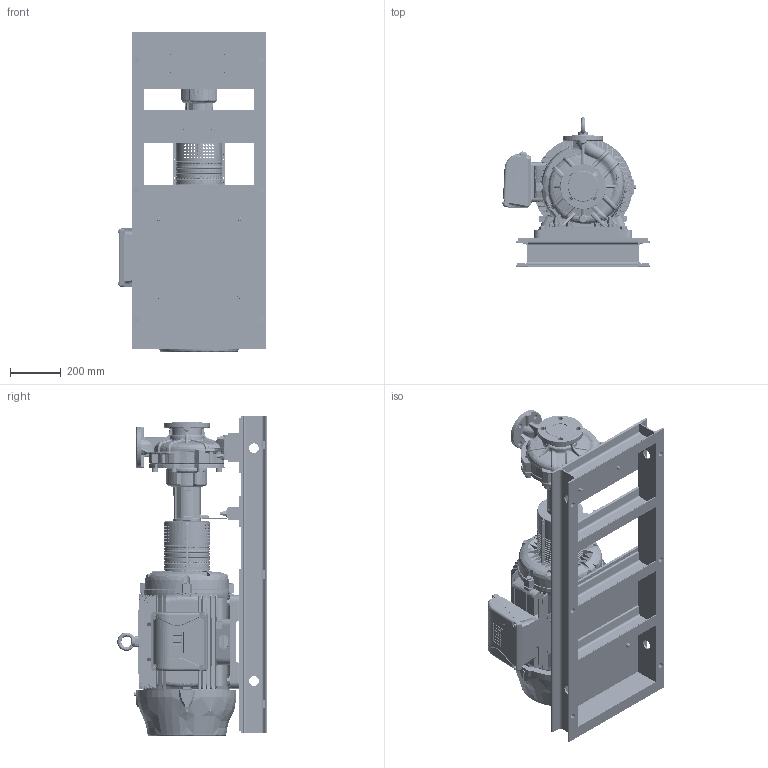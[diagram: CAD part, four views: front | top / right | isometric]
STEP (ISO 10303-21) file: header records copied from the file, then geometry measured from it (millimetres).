
FILE_DESCRIPTION (( 'STEP AP203' ), '1' );
FILE_NAME ('3325547 - NL-HE 2.5x2x8-50-324_6TS-460-2-TEFC.step', '2021-01-06T15:31:18', ( '' ), ( '' ), 'SwSTEP 2.0', 'SolidWorks 2020', '' );
FILE_SCHEMA (( 'CONFIG_CONTROL_DESIGN' ));
Length unit declared in the file: inch
Products named in the file (24): PE PLATE[stp]_P.E PLATE #4; BBRCKT PLATE[stp]_B.B PLATE #4; CONF - STUD - [1_2in-13][stp]_3314196 - 1_2in-13 GR.A HDGLV STD 3.75in 1.3inA .90inB; CONF - STUD - [1_2in-13][stp]_3314197 - 1_2in-13 GR.A HDGLV STD 4.25in 1.3inA .90inB; 3322658 - 1_2in x 1.062in OD ZINC STEEL FLAT WASHER[stp]_91860A033; COUPLING GRD[stp]_3323307 - NL-HE COUPLING GUARD ASSEMBLY SG.25; 10# C CHANNEL[stp]_####### - 10# x 49in; BASE 10#[stp]_3322638 - NL-HE RAW BASE #5-284_6TS, 324_6TS; 2710397 - NEMA H2 50HP 326TS 3~208-230_460 TEFC[stp]; 3325547 - NL-HE 2.5x2x8-50-324_6TS-460-2-TEFC; 10# ANGLE WASHER[stp]; BRNG BRCKT RISER[stp]_3322616 - NL-HE B.B RISER #1B [6 x 2 x 1.69]; DRILLING[stp]_3323004 - NL-HE BASE #5 DRILLED - 63; 10# C CHANNEL[stp]_####### - 10# x 17in; 2702132 - 5_8in x 1.312in OD ZINC SAE FLAT WASHER[stp]_90770A035; NL-HE PE RISER[stp]_3322597 - NL-HE P.E RISER #1B [4.5 x 2.75 x 1.69]; MOT PLATE[stp]_MOT PLATE #9; 2702138 - 1_2in-13 HEX NUT GR5 ZINC PLATED[stp]_95036A024; BASE 10# ASSY[stp]_3322792 - NL-HE BASE #5 - BASEKIT 63; 9149653 - Atmos GIGA-N 2.5x2x8-D-L4; CONF - BOLT - [5_8in-11][stp]_3322613 - 5_8in-11 x 2.25in A307 HD GALV HEX BOLT; 4107249 - 1_2COUPLING GUARD-PP-SG.25[stp]; 2 POLE[stp]_2710397 - NEMA H2 50HP 326TS 3~208-230_460 TEFC
Assembly tree (53 placements, depth 4):
  3325547 - NL-HE 2.5x2x8-50-324_6TS-460-2-TEFC
    9149653 - Atmos GIGA-N 2.5x2x8-D-L4
    2 POLE[stp]_2710397 - NEMA H2 50HP 326TS 3~208-230_460 TEFC
      2710397 - NEMA H2 50HP 326TS 3~208-230_460 TEFC[stp]
    BASE 10# ASSY[stp]_3322792 - NL-HE BASE #5 - BASEKIT 63
      BASE 10#[stp]_3322638 - NL-HE RAW BASE #5-284_6TS, 324_6TS
        10# C CHANNEL[stp]_####### - 10# x 49in
        10# C CHANNEL[stp]_####### - 10# x 17in  x5
        PE PLATE[stp]_P.E PLATE #4
        BBRCKT PLATE[stp]_B.B PLATE #4
        MOT PLATE[stp]_MOT PLATE #9
        10# C CHANNEL[stp]_####### - 10# x 49in
        10# ANGLE WASHER[stp]  x6
      NL-HE PE RISER[stp]_3322597 - NL-HE P.E RISER #1B [4.5 x 2.75 x 1.69]  x2
      BRNG BRCKT RISER[stp]_3322616 - NL-HE B.B RISER #1B [6 x 2 x 1.69]
      CONF - STUD - [1_2in-13][stp]_3314197 - 1_2in-13 GR.A HDGLV STD 4.25in 1.3inA .90inB  x4
      2702138 - 1_2in-13 HEX NUT GR5 ZINC PLATED[stp]_95036A024  x6
      3322658 - 1_2in x 1.062in OD ZINC STEEL FLAT WASHER[stp]_91860A033  x6
      CONF - STUD - [1_2in-13][stp]_3314196 - 1_2in-13 GR.A HDGLV STD 3.75in 1.3inA .90inB  x2
      CONF - BOLT - [5_8in-11][stp]_3322613 - 5_8in-11 x 2.25in A307 HD GALV HEX BOLT  x4
      2702132 - 5_8in x 1.312in OD ZINC SAE FLAT WASHER[stp]_90770A035  x4
    COUPLING GRD[stp]_3323307 - NL-HE COUPLING GUARD ASSEMBLY SG.25
      4107249 - 1_2COUPLING GUARD-PP-SG.25[stp]  x2
  DRILLING[stp]_3323004 - NL-HE BASE #5 DRILLED - 63
Bounding box: 583.33 x 586.21 x 1257.85 mm (x, y, z)
Volume: 92062790.1 mm3; surface area: 6321021.8 mm2
Topology: 51 solids, 56 shells, 8866 faces, 22148 edges, 13435 vertices
Faces by surface type: bspline 3721, cylinder 2289, plane 1575, cone 1049, sphere 196, torus 36
Entity records: 444818 total; most frequent: CARTESIAN_POINT 299402, ORIENTED_EDGE 35960, DIRECTION 20839, EDGE_CURVE 17980, VERTEX_POINT 11004, B_SPLINE_CURVE_WITH_KNOTS 8373, AXIS2_PLACEMENT_3D 8228, EDGE_LOOP 7582
